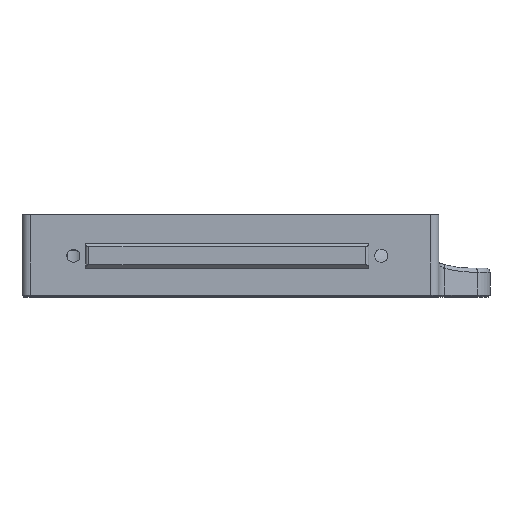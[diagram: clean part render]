
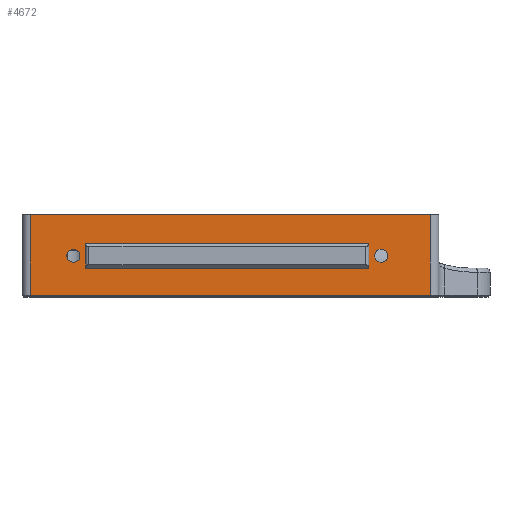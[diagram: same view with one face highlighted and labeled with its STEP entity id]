
A CAD part, top view. The second image highlights one B-rep face of the part: STEP entity #4672.
In plain terms, the highlighted planar face has unit normal (0, 0, 1).
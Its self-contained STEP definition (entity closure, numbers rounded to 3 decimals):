
#160=FACE_BOUND('',#1626,.T.);
#161=FACE_BOUND('',#1627,.T.);
#162=FACE_BOUND('',#1628,.T.);
#222=PLANE('',#5122);
#540=LINE('',#8257,#959);
#560=LINE('',#8310,#979);
#561=LINE('',#8314,#980);
#562=LINE('',#8315,#981);
#563=LINE('',#8322,#982);
#564=LINE('',#8324,#983);
#565=LINE('',#8326,#984);
#566=LINE('',#8327,#985);
#959=VECTOR('',#6149,10.);
#979=VECTOR('',#6193,10.);
#980=VECTOR('',#6198,10.);
#981=VECTOR('',#6199,10.);
#982=VECTOR('',#6204,10.);
#983=VECTOR('',#6205,10.);
#984=VECTOR('',#6206,10.);
#985=VECTOR('',#6207,10.);
#1349=FACE_OUTER_BOUND('',#1625,.T.);
#1625=EDGE_LOOP('',(#3915,#3916,#3917,#3918));
#1626=EDGE_LOOP('',(#3919));
#1627=EDGE_LOOP('',(#3920));
#1628=EDGE_LOOP('',(#3921,#3922,#3923,#3924));
#1912=CIRCLE('',#5123,1.6);
#1913=CIRCLE('',#5124,1.6);
#2288=VERTEX_POINT('',#8197);
#2302=VERTEX_POINT('',#8253);
#2323=VERTEX_POINT('',#8309);
#2324=VERTEX_POINT('',#8313);
#2325=VERTEX_POINT('',#8316);
#2326=VERTEX_POINT('',#8318);
#2327=VERTEX_POINT('',#8320);
#2328=VERTEX_POINT('',#8321);
#2329=VERTEX_POINT('',#8323);
#2330=VERTEX_POINT('',#8325);
#2880=EDGE_CURVE('',#2288,#2302,#540,.T.);
#2906=EDGE_CURVE('',#2302,#2323,#560,.T.);
#2908=EDGE_CURVE('',#2324,#2288,#561,.T.);
#2909=EDGE_CURVE('',#2324,#2323,#562,.T.);
#2910=EDGE_CURVE('',#2325,#2325,#1912,.T.);
#2911=EDGE_CURVE('',#2326,#2326,#1913,.T.);
#2912=EDGE_CURVE('',#2327,#2328,#563,.T.);
#2913=EDGE_CURVE('',#2328,#2329,#564,.T.);
#2914=EDGE_CURVE('',#2329,#2330,#565,.T.);
#2915=EDGE_CURVE('',#2330,#2327,#566,.T.);
#3915=ORIENTED_EDGE('',*,*,#2880,.F.);
#3916=ORIENTED_EDGE('',*,*,#2908,.F.);
#3917=ORIENTED_EDGE('',*,*,#2909,.T.);
#3918=ORIENTED_EDGE('',*,*,#2906,.F.);
#3919=ORIENTED_EDGE('',*,*,#2910,.T.);
#3920=ORIENTED_EDGE('',*,*,#2911,.T.);
#3921=ORIENTED_EDGE('',*,*,#2912,.T.);
#3922=ORIENTED_EDGE('',*,*,#2913,.T.);
#3923=ORIENTED_EDGE('',*,*,#2914,.T.);
#3924=ORIENTED_EDGE('',*,*,#2915,.T.);
#4672=ADVANCED_FACE('',(#1349,#160,#161,#162),#222,.T.);
#5122=AXIS2_PLACEMENT_3D('',#8312,#6196,#6197);
#5123=AXIS2_PLACEMENT_3D('',#8317,#6200,#6201);
#5124=AXIS2_PLACEMENT_3D('',#8319,#6202,#6203);
#6149=DIRECTION('',(-1.,0.,0.));
#6193=DIRECTION('',(0.,1.,0.));
#6196=DIRECTION('center_axis',(0.,0.,
1.));
#6197=DIRECTION('ref_axis',(-1.,0.,0.));
#6198=DIRECTION('',(0.,-1.,0.));
#6199=DIRECTION('',(-1.,0.,0.));
#6200=DIRECTION('center_axis',(0.,0.,
-1.));
#6201=DIRECTION('ref_axis',(1.,0.,0.));
#6202=DIRECTION('center_axis',(0.,0.,
-1.));
#6203=DIRECTION('ref_axis',(1.,0.,0.));
#6204=DIRECTION('',(0.,-1.,0.));
#6205=DIRECTION('',(-1.,0.,0.));
#6206=DIRECTION('',(0.,1.,0.));
#6207=DIRECTION('',(1.,0.,0.));
#8197=CARTESIAN_POINT('',(153.46,389.972,712.964));
#8253=CARTESIAN_POINT('',(55.96,389.972,712.964));
#8257=CARTESIAN_POINT('',(100.06,389.972,712.964));
#8309=CARTESIAN_POINT('',(55.96,409.572,712.964));
#8310=CARTESIAN_POINT('',(55.96,409.572,712.964));
#8312=CARTESIAN_POINT('Origin',(105.66,409.572,712.964));
#8313=CARTESIAN_POINT('',(153.46,409.572,712.964));
#8314=CARTESIAN_POINT('',(153.46,399.572,712.964));
#8315=CARTESIAN_POINT('',(123.485,409.572,712.964));
#8316=CARTESIAN_POINT('',(139.86,399.572,712.964));
#8317=CARTESIAN_POINT('Origin',(141.46,399.572,712.964));
#8318=CARTESIAN_POINT('',(64.86,399.572,712.964));
#8319=CARTESIAN_POINT('Origin',(66.46,399.572,712.964));
#8320=CARTESIAN_POINT('',(138.46,402.572,712.964));
#8321=CARTESIAN_POINT('',(138.46,396.572,712.964));
#8322=CARTESIAN_POINT('',(138.46,403.072,712.964));
#8323=CARTESIAN_POINT('',(69.46,396.572,712.964));
#8324=CARTESIAN_POINT('',(87.56,396.572,712.964));
#8325=CARTESIAN_POINT('',(69.46,402.572,712.964));
#8326=CARTESIAN_POINT('',(69.46,406.072,712.964));
#8327=CARTESIAN_POINT('',(122.06,402.572,712.964));
